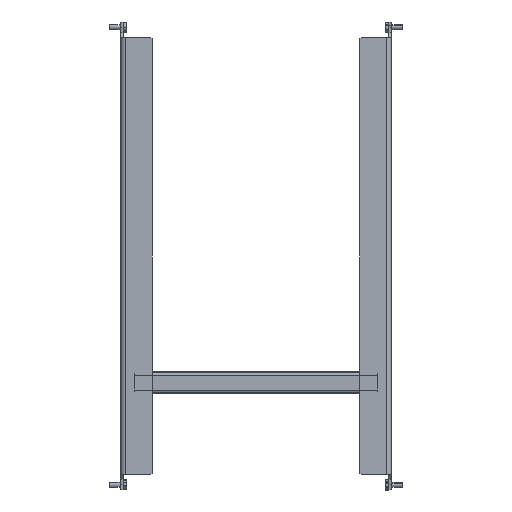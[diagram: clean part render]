
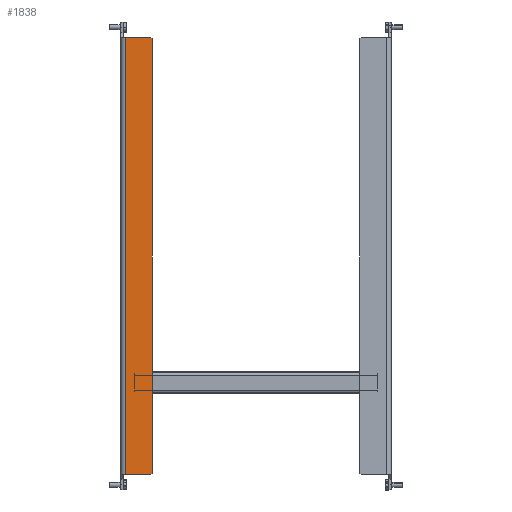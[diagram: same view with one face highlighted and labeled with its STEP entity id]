
A CAD part, front view. The second image highlights one B-rep face of the part: STEP entity #1838.
In plain terms, the highlighted planar face has unit normal (0, -1, 0).
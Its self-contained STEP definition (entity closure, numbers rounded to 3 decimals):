
#156 = EDGE_CURVE ( 'NONE', #12623, #13949, #6885, .T. ) ;
#437 = LINE ( 'NONE', #654, #8148 ) ;
#654 = CARTESIAN_POINT ( 'NONE',  ( 6., 0., 280. ) ) ;
#838 = EDGE_LOOP ( 'NONE', ( #4577, #6052, #13178, #5259, #13035, #9370 ) ) ;
#990 = LINE ( 'NONE', #2190, #9092 ) ;
#1106 = EDGE_CURVE ( 'NONE', #6186, #2683, #9583, .T. ) ;
#1218 = DIRECTION ( 'NONE',  ( 0., 0., -1. ) ) ;
#1271 = EDGE_CURVE ( 'NONE', #2683, #9442, #990, .T. ) ;
#1838 = ADVANCED_FACE ( 'NONE', ( #6799 ), #4586, .F. ) ;
#1845 = VECTOR ( 'NONE', #8191, 1000. ) ;
#2190 = CARTESIAN_POINT ( 'NONE',  ( 38., 0., 262. ) ) ;
#2234 = DIRECTION ( 'NONE',  ( -1., 0., 0. ) ) ;
#2683 = VERTEX_POINT ( 'NONE', #8744 ) ;
#3412 = EDGE_CURVE ( 'NONE', #12623, #12494, #14011, .T. ) ;
#3459 = DIRECTION ( 'NONE',  ( 0.707, 0., 0.707 ) ) ;
#3698 = DIRECTION ( 'NONE',  ( 0., 0., -1. ) ) ;
#4371 = CARTESIAN_POINT ( 'NONE',  ( 38., 0., -262. ) ) ;
#4577 = ORIENTED_EDGE ( 'NONE', *, *, #3412, .F. ) ;
#4586 = PLANE ( 'NONE',  #4743 ) ;
#4743 = AXIS2_PLACEMENT_3D ( 'NONE', #5646, #11120, #9981 ) ;
#5259 = ORIENTED_EDGE ( 'NONE', *, *, #1106, .T. ) ;
#5646 = CARTESIAN_POINT ( 'NONE',  ( 0., 0., 280. ) ) ;
#6052 = ORIENTED_EDGE ( 'NONE', *, *, #156, .T. ) ;
#6186 = VERTEX_POINT ( 'NONE', #6500 ) ;
#6500 = CARTESIAN_POINT ( 'NONE',  ( 38., 0., 260. ) ) ;
#6511 = EDGE_CURVE ( 'NONE', #6186, #13949, #7818, .T. ) ;
#6557 = CARTESIAN_POINT ( 'NONE',  ( 38., 0., 280. ) ) ;
#6799 = FACE_OUTER_BOUND ( 'NONE', #838, .T. ) ;
#6885 = LINE ( 'NONE', #13196, #10599 ) ;
#7818 = LINE ( 'NONE', #6557, #10007 ) ;
#7899 = EDGE_CURVE ( 'NONE', #9442, #12494, #437, .T. ) ;
#7997 = CARTESIAN_POINT ( 'NONE',  ( 6., 0., 262. ) ) ;
#8148 = VECTOR ( 'NONE', #3698, 1000. ) ;
#8191 = DIRECTION ( 'NONE',  ( -0.707, 0., 0.707 ) ) ;
#8744 = CARTESIAN_POINT ( 'NONE',  ( 36., 0., 262. ) ) ;
#8787 = CARTESIAN_POINT ( 'NONE',  ( 36., 0., -262. ) ) ;
#9092 = VECTOR ( 'NONE', #13123, 1000. ) ;
#9178 = CARTESIAN_POINT ( 'NONE',  ( 6., 0., -262. ) ) ;
#9370 = ORIENTED_EDGE ( 'NONE', *, *, #7899, .T. ) ;
#9442 = VERTEX_POINT ( 'NONE', #7997 ) ;
#9583 = LINE ( 'NONE', #10640, #1845 ) ;
#9981 = DIRECTION ( 'NONE',  ( 0., 0., 1. ) ) ;
#10007 = VECTOR ( 'NONE', #1218, 1000. ) ;
#10599 = VECTOR ( 'NONE', #3459, 1000. ) ;
#10640 = CARTESIAN_POINT ( 'NONE',  ( 38., 0., 260. ) ) ;
#11120 = DIRECTION ( 'NONE',  ( 0., 1., 0. ) ) ;
#12494 = VERTEX_POINT ( 'NONE', #9178 ) ;
#12623 = VERTEX_POINT ( 'NONE', #8787 ) ;
#12863 = CARTESIAN_POINT ( 'NONE',  ( 38., 0., -260. ) ) ;
#13035 = ORIENTED_EDGE ( 'NONE', *, *, #1271, .T. ) ;
#13123 = DIRECTION ( 'NONE',  ( -1., 0., 0. ) ) ;
#13162 = VECTOR ( 'NONE', #2234, 1000. ) ;
#13178 = ORIENTED_EDGE ( 'NONE', *, *, #6511, .F. ) ;
#13196 = CARTESIAN_POINT ( 'NONE',  ( 38., 0., -260. ) ) ;
#13949 = VERTEX_POINT ( 'NONE', #12863 ) ;
#14011 = LINE ( 'NONE', #4371, #13162 ) ;
